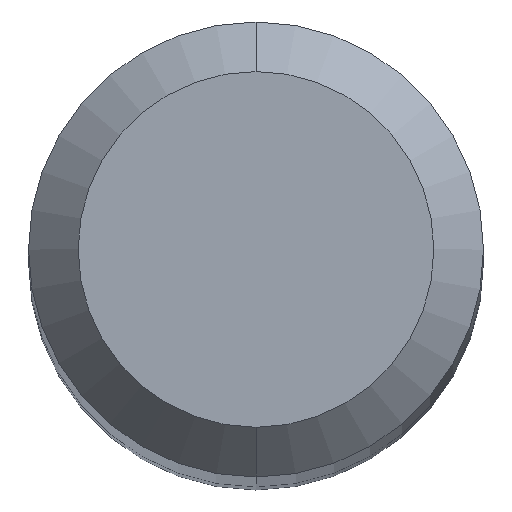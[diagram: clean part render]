
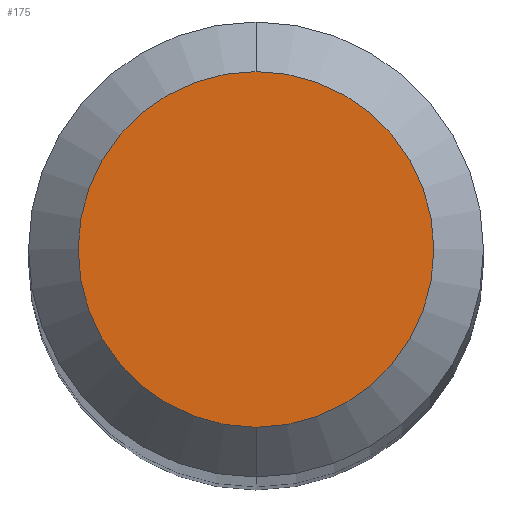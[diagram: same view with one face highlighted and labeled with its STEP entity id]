
A CAD part, top view. The second image highlights one B-rep face of the part: STEP entity #175.
In plain terms, the highlighted planar face has unit normal (0, 0, 1).
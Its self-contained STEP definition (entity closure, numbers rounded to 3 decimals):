
#16 = ORIENTED_EDGE ( 'NONE', *, *, #119, .F. ) ;
#30 = PLANE ( 'NONE',  #329 ) ;
#45 = CIRCLE ( 'NONE', #192, 1.075 ) ;
#55 = CARTESIAN_POINT ( 'NONE',  ( 0., 0., 46. ) ) ;
#80 = DIRECTION ( 'NONE',  ( 0., 0., -1. ) ) ;
#83 = DIRECTION ( 'NONE',  ( 0., 1., 0. ) ) ;
#105 = DIRECTION ( 'NONE',  ( 0., 0., -1. ) ) ;
#119 = EDGE_CURVE ( 'NONE', #336, #262, #325, .T. ) ;
#131 = CARTESIAN_POINT ( 'NONE',  ( 0., 0., 46. ) ) ;
#157 = CARTESIAN_POINT ( 'NONE',  ( 0., 1.075, 46. ) ) ;
#163 = DIRECTION ( 'NONE',  ( 0., 1., 0. ) ) ;
#175 = ADVANCED_FACE ( 'NONE', ( #195 ), #30, .F. ) ;
#182 = CARTESIAN_POINT ( 'NONE',  ( 0., 0., 46. ) ) ;
#192 = AXIS2_PLACEMENT_3D ( 'NONE', #182, #204, #215 ) ;
#195 = FACE_OUTER_BOUND ( 'NONE', #284, .T. ) ;
#204 = DIRECTION ( 'NONE',  ( 0., 0., -1. ) ) ;
#215 = DIRECTION ( 'NONE',  ( 0., 1., 0. ) ) ;
#258 = ORIENTED_EDGE ( 'NONE', *, *, #330, .F. ) ;
#262 = VERTEX_POINT ( 'NONE', #157 ) ;
#275 = AXIS2_PLACEMENT_3D ( 'NONE', #55, #105, #163 ) ;
#283 = CARTESIAN_POINT ( 'NONE',  ( 0., -1.075, 46. ) ) ;
#284 = EDGE_LOOP ( 'NONE', ( #258, #16 ) ) ;
#325 = CIRCLE ( 'NONE', #275, 1.075 ) ;
#329 = AXIS2_PLACEMENT_3D ( 'NONE', #131, #80, #83 ) ;
#330 = EDGE_CURVE ( 'NONE', #262, #336, #45, .T. ) ;
#336 = VERTEX_POINT ( 'NONE', #283 ) ;
